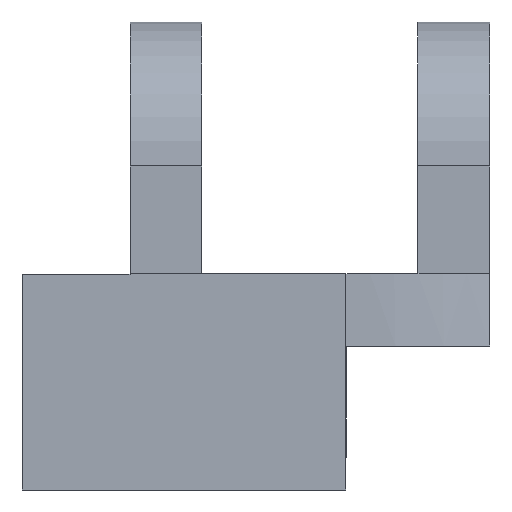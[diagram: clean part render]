
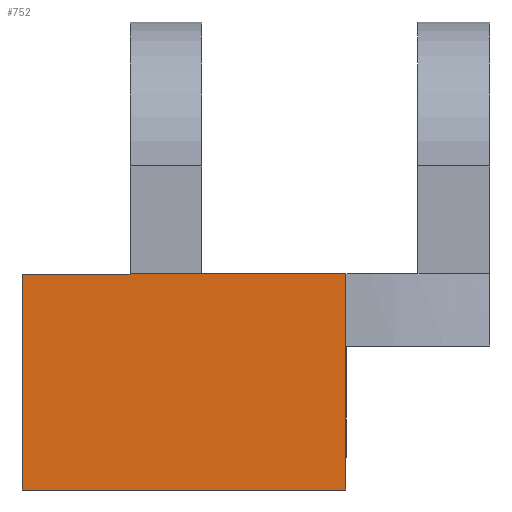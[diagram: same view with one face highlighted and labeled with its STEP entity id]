
A CAD part, left-side view. The second image highlights one B-rep face of the part: STEP entity #752.
In plain terms, the highlighted planar face has unit normal (-1, 0, 0).
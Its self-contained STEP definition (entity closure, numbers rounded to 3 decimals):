
#24=PLANE('',#812);
#55=FACE_OUTER_BOUND('',#95,.T.);
#95=EDGE_LOOP('',(#536,#537,#538,#539,#540,#541,#542,#543));
#147=LINE('',#1115,#235);
#148=LINE('',#1117,#236);
#149=LINE('',#1119,#237);
#150=LINE('',#1121,#238);
#151=LINE('',#1123,#239);
#152=LINE('',#1125,#240);
#153=LINE('',#1127,#241);
#154=LINE('',#1128,#242);
#235=VECTOR('',#896,10.);
#236=VECTOR('',#897,10.);
#237=VECTOR('',#898,10.);
#238=VECTOR('',#899,10.);
#239=VECTOR('',#900,10.);
#240=VECTOR('',#901,10.);
#241=VECTOR('',#902,10.);
#242=VECTOR('',#903,10.);
#350=VERTEX_POINT('',#1113);
#351=VERTEX_POINT('',#1114);
#352=VERTEX_POINT('',#1116);
#353=VERTEX_POINT('',#1118);
#354=VERTEX_POINT('',#1120);
#355=VERTEX_POINT('',#1122);
#356=VERTEX_POINT('',#1124);
#357=VERTEX_POINT('',#1126);
#425=EDGE_CURVE('',#350,#351,#147,.T.);
#426=EDGE_CURVE('',#351,#352,#148,.F.);
#427=EDGE_CURVE('',#352,#353,#149,.F.);
#428=EDGE_CURVE('',#353,#354,#150,.F.);
#429=EDGE_CURVE('',#355,#354,#151,.F.);
#430=EDGE_CURVE('',#356,#355,#152,.F.);
#431=EDGE_CURVE('',#357,#356,#153,.T.);
#432=EDGE_CURVE('',#350,#357,#154,.F.);
#536=ORIENTED_EDGE('',*,*,#425,.T.);
#537=ORIENTED_EDGE('',*,*,#426,.T.);
#538=ORIENTED_EDGE('',*,*,#427,.T.);
#539=ORIENTED_EDGE('',*,*,#428,.T.);
#540=ORIENTED_EDGE('',*,*,#429,.F.);
#541=ORIENTED_EDGE('',*,*,#430,.F.);
#542=ORIENTED_EDGE('',*,*,#431,.F.);
#543=ORIENTED_EDGE('',*,*,#432,.F.);
#752=ADVANCED_FACE('',(#55),#24,.T.);
#812=AXIS2_PLACEMENT_3D('',#1112,#894,#895);
#894=DIRECTION('center_axis',(-1.,0.,0.));
#895=DIRECTION('ref_axis',(0.,-1.,0.));
#896=DIRECTION('',(0.,0.,1.));
#897=DIRECTION('',(0.,-1.,0.));
#898=DIRECTION('',(0.,0.,-1.));
#899=DIRECTION('',(0.,-1.,0.));
#900=DIRECTION('',(0.,0.,-1.));
#901=DIRECTION('',(0.,1.,0.));
#902=DIRECTION('',(0.,0.,1.));
#903=DIRECTION('',(0.,-1.,0.));
#1112=CARTESIAN_POINT('Origin',(-15.,22.,0.));
#1113=CARTESIAN_POINT('',(-15.,13.,-4.));
#1114=CARTESIAN_POINT('',(-15.,13.,2.));
#1115=CARTESIAN_POINT('',(-15.,13.,0.));
#1116=CARTESIAN_POINT('',(-15.,17.,2.));
#1117=CARTESIAN_POINT('',(-15.,19.5,2.));
#1118=CARTESIAN_POINT('',(-15.,17.,2.026));
#1119=CARTESIAN_POINT('',(-15.,17.,4.5));
#1120=CARTESIAN_POINT('',(-15.,19.,2.026));
#1121=CARTESIAN_POINT('',(-15.,15.5,2.026));
#1122=CARTESIAN_POINT('',(-15.,19.,2.));
#1123=CARTESIAN_POINT('',(-15.,19.,2.75));
#1124=CARTESIAN_POINT('',(-15.,22.,2.));
#1125=CARTESIAN_POINT('',(-15.,16.5,2.));
#1126=CARTESIAN_POINT('',(-15.,22.,-4.));
#1127=CARTESIAN_POINT('',(-15.,22.,0.));
#1128=CARTESIAN_POINT('',(-15.,19.75,-4.));
